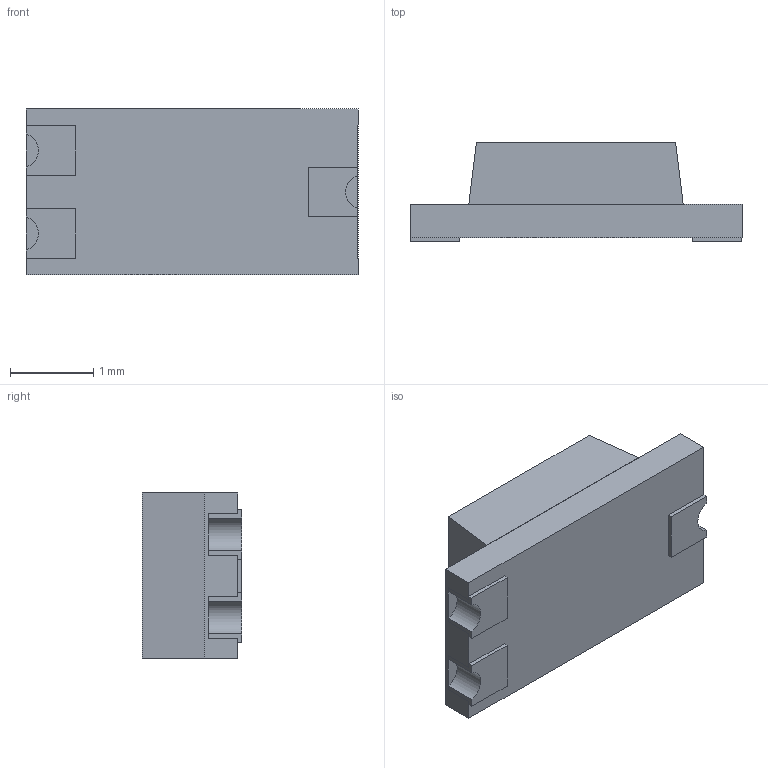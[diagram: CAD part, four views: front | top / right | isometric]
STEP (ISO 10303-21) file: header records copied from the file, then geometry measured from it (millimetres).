
FILE_DESCRIPTION (( 'STEP AP214' ), '1' );
FILE_NAME ('TEMT6000X01.STEP', '2023-11-23T12:19:40', ( '' ), ( '' ), 'SwSTEP 2.0', 'SolidWorks 2021', '' );
FILE_SCHEMA (( 'AUTOMOTIVE_DESIGN' ));
Length unit declared in the file: millimetre
Products named in the file (1): TEMT6000X01
Bounding box: 4 x 1.2 x 2 mm (x, y, z)
Volume: 6.9 mm3; surface area: 41.4 mm2
Topology: 5 solids, 5 shells, 50 faces, 120 edges, 80 vertices
Faces by surface type: plane 39, cylinder 11
Entity records: 1516 total; most frequent: CARTESIAN_POINT 251, DIRECTION 244, ORIENTED_EDGE 240, EDGE_CURVE 120, LINE 98, VECTOR 98, VERTEX_POINT 80, AXIS2_PLACEMENT_3D 73
